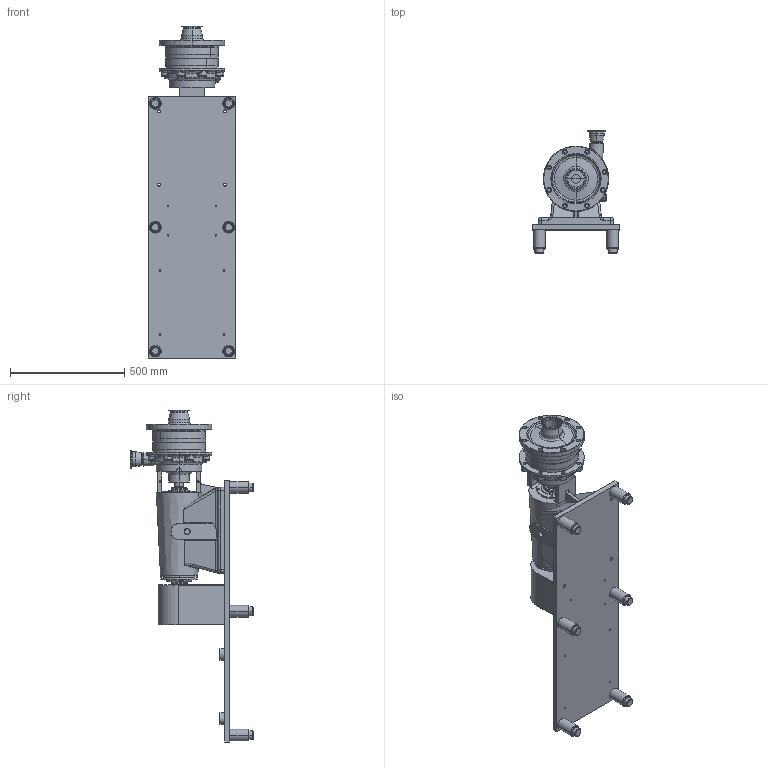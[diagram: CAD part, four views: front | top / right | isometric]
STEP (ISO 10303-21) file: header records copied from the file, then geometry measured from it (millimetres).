
FILE_DESCRIPTION (( 'STEP AP214' ), '1' );
FILE_NAME ('FM332 3 X 2.5 CLAMP 286TS ADJ LEGS.STEP', '2023-10-11T18:37:17', ( '' ), ( '' ), 'SwSTEP 2.0', 'SolidWorks 2023', '' );
FILE_SCHEMA (( 'AUTOMOTIVE_DESIGN' ));
Length unit declared in the file: millimetre
Products named in the file (5): 1713000954; FM332 3 X 2.5 CLAMP 286TS ADJ LEGS; 1235000035; 1713000012_large leg; 1275000304 3 X 2.5 CLAMP_3 X 2.5 CLAMP
Assembly tree (9 placements, depth 2):
  FM332 3 X 2.5 CLAMP 286TS ADJ LEGS
    1713000954
    1713000012_large leg  x6
    1235000035
    1275000304 3 X 2.5 CLAMP_3 X 2.5 CLAMP
Bounding box: 381 x 534.83 x 1451.3 mm (x, y, z)
Volume: 11260854.2 mm3; surface area: 2745205.1 mm2
Topology: 8 solids, 26 shells, 850 faces, 2186 edges, 1364 vertices
Faces by surface type: cylinder 341, plane 188, torus 137, cone 104, bspline 77, sphere 3
Entity records: 32147 total; most frequent: CARTESIAN_POINT 12480, DIRECTION 4313, ORIENTED_EDGE 3897, EDGE_CURVE 2070, AXIS2_PLACEMENT_3D 1793, VERTEX_POINT 1304, CIRCLE 1062, EDGE_LOOP 934
